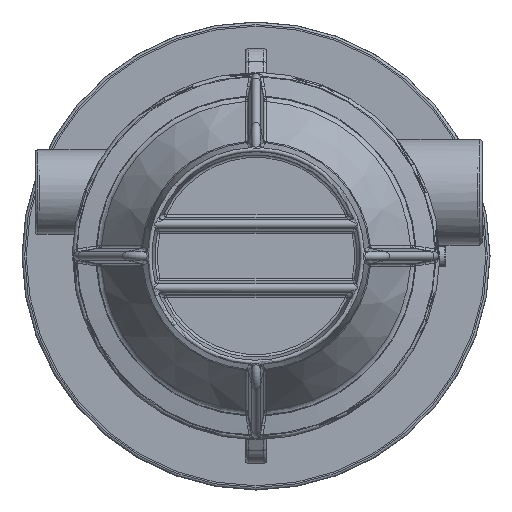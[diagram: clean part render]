
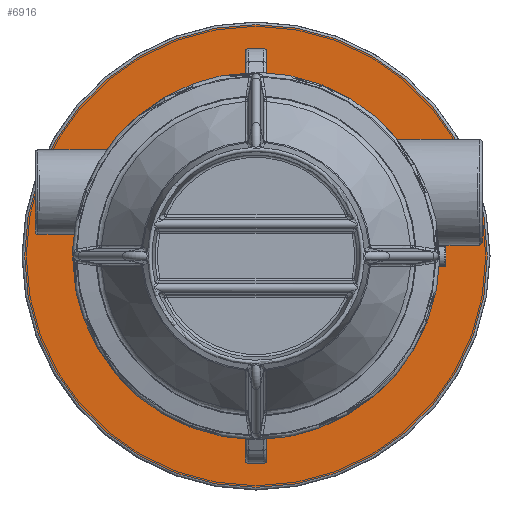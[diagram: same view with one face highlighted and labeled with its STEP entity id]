
A CAD part, front view. The second image highlights one B-rep face of the part: STEP entity #6916.
In plain terms, the highlighted planar face has unit normal (0, -1, 0).
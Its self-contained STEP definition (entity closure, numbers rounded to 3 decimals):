
#5712=PLANE('',#23246);
#6916=ADVANCED_FACE('',(#8322,#8323),#5712,.T.);
#8322=FACE_BOUND('',#9183,.T.);
#8323=FACE_BOUND('',#9184,.T.);
#9183=EDGE_LOOP('',(#12660));
#9184=EDGE_LOOP('',(#12661));
#12660=ORIENTED_EDGE('',*,*,#19520,.T.);
#12661=ORIENTED_EDGE('',*,*,#19521,.T.);
#17194=VERTEX_POINT('',#34335);
#17195=VERTEX_POINT('',#34337);
#19520=EDGE_CURVE('',#17194,#17194,#21696,.T.);
#19521=EDGE_CURVE('',#17195,#17195,#21697,.T.);
#21696=CIRCLE('',#23244,435.);
#21697=CIRCLE('',#23245,320.);
#23244=AXIS2_PLACEMENT_3D('',#34334,#27161,#27162);
#23245=AXIS2_PLACEMENT_3D('',#34336,#27163,#27164);
#23246=AXIS2_PLACEMENT_3D('',#34338,#27165,#27166);
#27161=DIRECTION('',(0.,-1.,0.));
#27162=DIRECTION('',(0.,0.,-1.));
#27163=DIRECTION('',(0.,1.,0.));
#27164=DIRECTION('',(0.,0.,-1.));
#27165=DIRECTION('',(0.,-1.,0.));
#27166=DIRECTION('',(0.,0.,-1.));
#34334=CARTESIAN_POINT('',(0.,-70.,0.));
#34335=CARTESIAN_POINT('',(0.,-70.,-435.));
#34336=CARTESIAN_POINT('',(0.,-70.,0.));
#34337=CARTESIAN_POINT('',(0.,-70.,-320.));
#34338=CARTESIAN_POINT('',(430.,-70.,0.));
